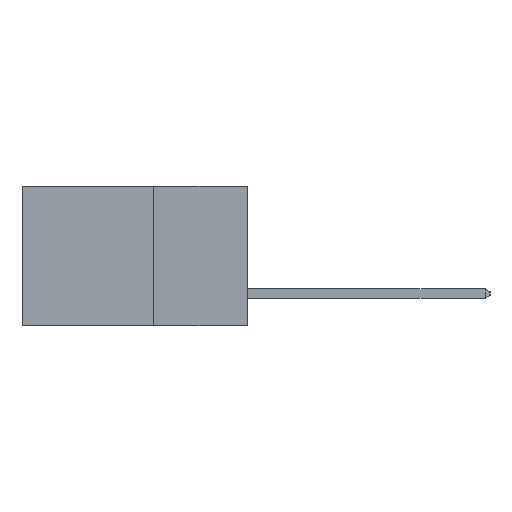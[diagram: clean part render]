
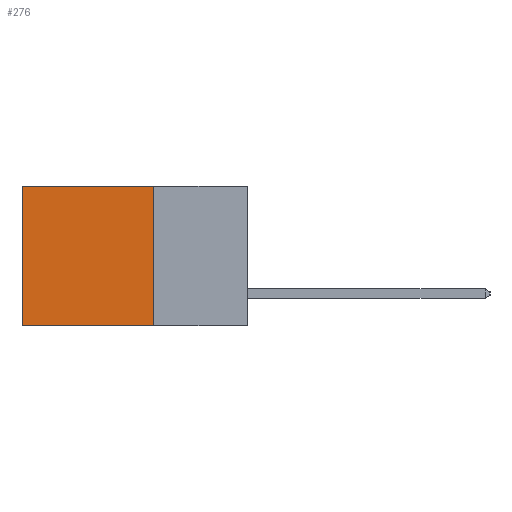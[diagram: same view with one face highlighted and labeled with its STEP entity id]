
A CAD part, left-side view. The second image highlights one B-rep face of the part: STEP entity #276.
In plain terms, the highlighted planar face has unit normal (-1, 0, 0).
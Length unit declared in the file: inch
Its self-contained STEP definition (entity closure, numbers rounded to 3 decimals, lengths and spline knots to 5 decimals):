
#276 = ADVANCED_FACE ( 'NONE', ( #8637 ), #8644, .F. ) ;
#864 = CARTESIAN_POINT ( 'NONE',  ( 0.2615, 0.25, 0. ) ) ;
#1783 = CARTESIAN_POINT ( 'NONE',  ( 0.2615, 0.6, 0. ) ) ;
#2119 = VECTOR ( 'NONE', #4466, 39.37008 ) ;
#2256 = VECTOR ( 'NONE', #9666, 39.37008 ) ;
#2460 = EDGE_CURVE ( 'NONE', #9995, #6963, #10864, .T. ) ;
#4294 = CARTESIAN_POINT ( 'NONE',  ( 0.2615, 0.25, -0.37 ) ) ;
#4466 = DIRECTION ( 'NONE',  ( 0., 1., 0. ) ) ;
#5017 = AXIS2_PLACEMENT_3D ( 'NONE', #5263, #5159, #6199 ) ;
#5025 = DIRECTION ( 'NONE',  ( 0., 0., -1. ) ) ;
#5079 = CARTESIAN_POINT ( 'NONE',  ( 0.2615, 0.6, -0.37 ) ) ;
#5133 = EDGE_CURVE ( 'NONE', #6526, #9995, #9428, .T. ) ;
#5159 = DIRECTION ( 'NONE',  ( 1., 0., 0. ) ) ;
#5263 = CARTESIAN_POINT ( 'NONE',  ( 0.2615, 0.25, -0.37 ) ) ;
#5941 = EDGE_CURVE ( 'NONE', #6705, #6963, #6927, .T. ) ;
#6199 = DIRECTION ( 'NONE',  ( 0., 0., -1. ) ) ;
#6526 = VERTEX_POINT ( 'NONE', #864 ) ;
#6705 = VERTEX_POINT ( 'NONE', #1783 ) ;
#6724 = CARTESIAN_POINT ( 'NONE',  ( 0.2615, 0.25, -0.37 ) ) ;
#6927 = LINE ( 'NONE', #5079, #11032 ) ;
#6963 = VERTEX_POINT ( 'NONE', #9639 ) ;
#7180 = ORIENTED_EDGE ( 'NONE', *, *, #11114, .T. ) ;
#7306 = EDGE_LOOP ( 'NONE', ( #10023, #7597, #7388, #7180 ) ) ;
#7388 = ORIENTED_EDGE ( 'NONE', *, *, #5133, .F. ) ;
#7597 = ORIENTED_EDGE ( 'NONE', *, *, #2460, .F. ) ;
#8637 = FACE_OUTER_BOUND ( 'NONE', #7306, .T. ) ;
#8644 = PLANE ( 'NONE',  #5017 ) ;
#8982 = VECTOR ( 'NONE', #11164, 39.37008 ) ;
#9428 = LINE ( 'NONE', #9736, #2256 ) ;
#9639 = CARTESIAN_POINT ( 'NONE',  ( 0.2615, 0.6, -0.37 ) ) ;
#9666 = DIRECTION ( 'NONE',  ( 0., 0., -1. ) ) ;
#9736 = CARTESIAN_POINT ( 'NONE',  ( 0.2615, 0.25, -0.37 ) ) ;
#9995 = VERTEX_POINT ( 'NONE', #6724 ) ;
#10023 = ORIENTED_EDGE ( 'NONE', *, *, #5941, .T. ) ;
#10864 = LINE ( 'NONE', #4294, #8982 ) ;
#11032 = VECTOR ( 'NONE', #5025, 39.37008 ) ;
#11114 = EDGE_CURVE ( 'NONE', #6526, #6705, #11163, .T. ) ;
#11118 = CARTESIAN_POINT ( 'NONE',  ( 0.2615, 0.25, 0. ) ) ;
#11163 = LINE ( 'NONE', #11118, #2119 ) ;
#11164 = DIRECTION ( 'NONE',  ( 0., 1., 0. ) ) ;
